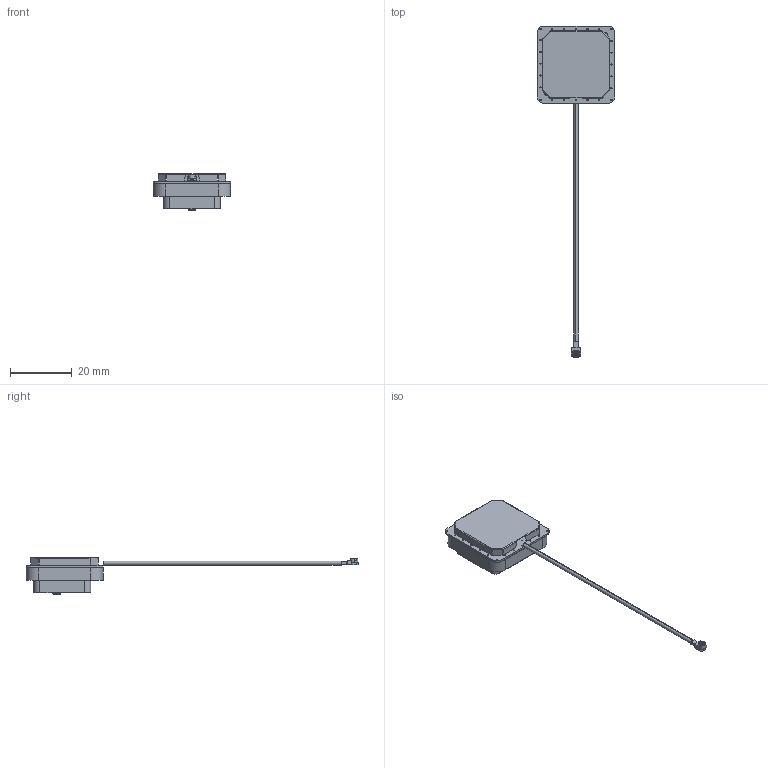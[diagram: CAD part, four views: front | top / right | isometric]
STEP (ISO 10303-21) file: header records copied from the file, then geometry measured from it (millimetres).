
FILE_DESCRIPTION (( 'STEP AP214' ), '1' );
FILE_NAME ('2JM3201C2F-010MC137-UFL Ver 1.0 x.STEP', '2021-08-11T10:51:17', ( '' ), ( '' ), 'SwSTEP 2.0', 'SolidWorks 2021', '' );
FILE_SCHEMA (( 'AUTOMOTIVE_DESIGN' ));
Length unit declared in the file: millimetre
Products named in the file (1): 2JM3201C2F-010MC137-UFL Ver 1.0 x
Bounding box: 25 x 107.62 x 11.97 mm (x, y, z)
Volume: 4514.5 mm3; surface area: 9167.8 mm2
Topology: 20 solids, 20 shells, 609 faces, 1623 edges, 1057 vertices
Faces by surface type: cylinder 315, plane 229, bspline 61, torus 4
Entity records: 27732 total; most frequent: CARTESIAN_POINT 4943, ORIENTED_EDGE 3246, DIRECTION 3242, EDGE_CURVE 1623, AXIS2_PLACEMENT_3D 1198, VERTEX_POINT 1057, EDGE_LOOP 876, LINE 846
